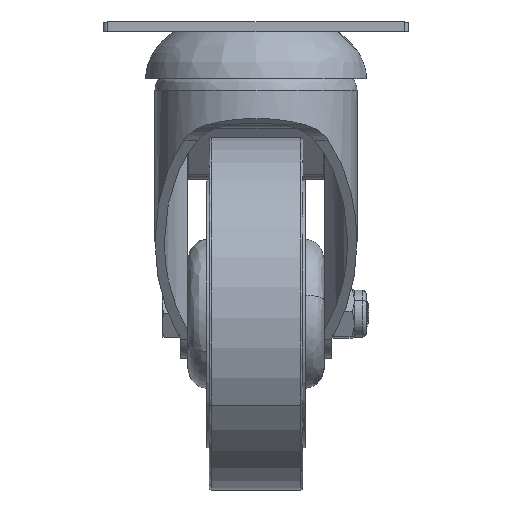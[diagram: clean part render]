
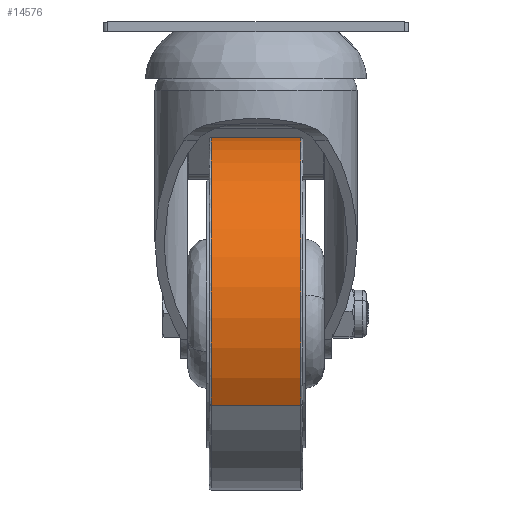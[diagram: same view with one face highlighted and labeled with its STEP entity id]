
A CAD part, top view. The second image highlights one B-rep face of the part: STEP entity #14576.
In plain terms, the highlighted cylindrical face has radius 37.5 mm (diameter 75 mm), a partial arc.
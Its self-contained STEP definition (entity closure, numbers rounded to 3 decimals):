
#553 = VECTOR ( 'NONE', #32078, 1000. ) ;
#1289 = CARTESIAN_POINT ( 'NONE',  ( 10., -62., -22.163 ) ) ;
#2078 = DIRECTION ( 'NONE',  ( -1., 0., 0. ) ) ;
#2394 = VERTEX_POINT ( 'NONE', #27365 ) ;
#3776 = DIRECTION ( 'NONE',  ( 0., -0.52, 0.854 ) ) ;
#4025 = AXIS2_PLACEMENT_3D ( 'NONE', #15568, #2078, #40287 ) ;
#4778 = CARTESIAN_POINT ( 'NONE',  ( -9.5, -81.492, 9.873 ) ) ;
#7419 = CARTESIAN_POINT ( 'NONE',  ( -9.5, -62., -22.163 ) ) ;
#8810 = DIRECTION ( 'NONE',  ( -1., 0., 0. ) ) ;
#9283 = CYLINDRICAL_SURFACE ( 'NONE', #9969, 37.5 ) ;
#9969 = AXIS2_PLACEMENT_3D ( 'NONE', #1289, #40642, #15246 ) ;
#10512 = EDGE_CURVE ( 'NONE', #40143, #11851, #12282, .T. ) ;
#10583 = CARTESIAN_POINT ( 'NONE',  ( 10., -81.492, 9.873 ) ) ;
#10867 = DIRECTION ( 'NONE',  ( 1., 0., 0. ) ) ;
#11851 = VERTEX_POINT ( 'NONE', #4778 ) ;
#12016 = CARTESIAN_POINT ( 'NONE',  ( 9.5, -81.492, 9.873 ) ) ;
#12282 = CIRCLE ( 'NONE', #42231, 37.5 ) ;
#14576 = ADVANCED_FACE ( 'NONE', ( #33299 ), #9283, .T. ) ;
#14894 = ORIENTED_EDGE ( 'NONE', *, *, #10512, .T. ) ;
#15246 = DIRECTION ( 'NONE',  ( 0., -0.52, 0.854 ) ) ;
#15568 = CARTESIAN_POINT ( 'NONE',  ( 9.5, -62., -22.163 ) ) ;
#15710 = CIRCLE ( 'NONE', #4025, 37.5 ) ;
#16161 = ORIENTED_EDGE ( 'NONE', *, *, #16763, .F. ) ;
#16763 = EDGE_CURVE ( 'NONE', #36624, #11851, #42380, .T. ) ;
#18534 = CARTESIAN_POINT ( 'NONE',  ( -9.5, -42.508, -54.199 ) ) ;
#23741 = VECTOR ( 'NONE', #8810, 1000. ) ;
#27365 = CARTESIAN_POINT ( 'NONE',  ( 9.5, -42.508, -54.199 ) ) ;
#29645 = ORIENTED_EDGE ( 'NONE', *, *, #43187, .T. ) ;
#32078 = DIRECTION ( 'NONE',  ( -1., 0., 0. ) ) ;
#33049 = LINE ( 'NONE', #35820, #23741 ) ;
#33299 = FACE_OUTER_BOUND ( 'NONE', #43881, .T. ) ;
#35820 = CARTESIAN_POINT ( 'NONE',  ( 10., -42.508, -54.199 ) ) ;
#36624 = VERTEX_POINT ( 'NONE', #12016 ) ;
#36697 = EDGE_CURVE ( 'NONE', #2394, #40143, #33049, .T. ) ;
#39342 = ORIENTED_EDGE ( 'NONE', *, *, #36697, .T. ) ;
#40143 = VERTEX_POINT ( 'NONE', #18534 ) ;
#40287 = DIRECTION ( 'NONE',  ( 0., -0.52, 0.854 ) ) ;
#40642 = DIRECTION ( 'NONE',  ( -1., 0., 0. ) ) ;
#42231 = AXIS2_PLACEMENT_3D ( 'NONE', #7419, #10867, #3776 ) ;
#42380 = LINE ( 'NONE', #10583, #553 ) ;
#43187 = EDGE_CURVE ( 'NONE', #36624, #2394, #15710, .T. ) ;
#43881 = EDGE_LOOP ( 'NONE', ( #29645, #39342, #14894, #16161 ) ) ;
